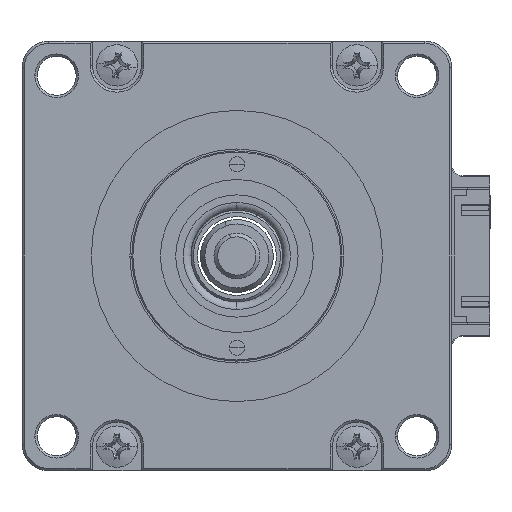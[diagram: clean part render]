
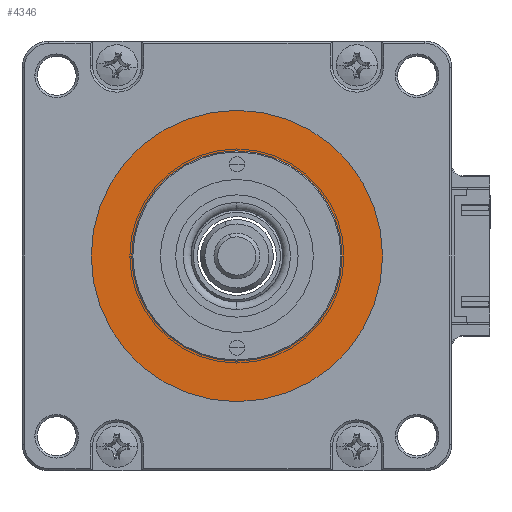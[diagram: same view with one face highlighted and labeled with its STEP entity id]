
A CAD part, left-side view. The second image highlights one B-rep face of the part: STEP entity #4346.
In plain terms, the highlighted planar face has unit normal (-1, 0, 0).
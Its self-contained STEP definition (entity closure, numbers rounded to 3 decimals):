
#273 = EDGE_CURVE ( 'NONE', #742, #1421, #6393, .T. ) ;
#742 = VERTEX_POINT ( 'NONE', #6985 ) ;
#897 = EDGE_CURVE ( 'NONE', #5242, #11058, #10388, .T. ) ;
#1121 = EDGE_CURVE ( 'NONE', #1421, #742, #11155, .T. ) ;
#1421 = VERTEX_POINT ( 'NONE', #2290 ) ;
#1500 = ORIENTED_EDGE ( 'NONE', *, *, #6215, .F. ) ;
#1912 = CARTESIAN_POINT ( 'NONE',  ( -49.623, 18.222, 48.3 ) ) ;
#2245 = EDGE_LOOP ( 'NONE', ( #3915, #1500 ) ) ;
#2290 = CARTESIAN_POINT ( 'NONE',  ( -49.623, -14.578, 48.3 ) ) ;
#2519 = PLANE ( 'NONE',  #3771 ) ;
#2812 = CARTESIAN_POINT ( 'NONE',  ( -49.623, -9.278, 48.3 ) ) ;
#3569 = DIRECTION ( 'NONE',  ( 0., -1., 0. ) ) ;
#3771 = AXIS2_PLACEMENT_3D ( 'NONE', #5558, #9560, #3569 ) ;
#3904 = EDGE_LOOP ( 'NONE', ( #6278, #5156 ) ) ;
#3915 = ORIENTED_EDGE ( 'NONE', *, *, #897, .F. ) ;
#4346 = ADVANCED_FACE ( 'NONE', ( #10478, #8476 ), #2519, .T. ) ;
#5156 = ORIENTED_EDGE ( 'NONE', *, *, #273, .T. ) ;
#5242 = VERTEX_POINT ( 'NONE', #1912 ) ;
#5343 = DIRECTION ( 'NONE',  ( -1., 0., 0. ) ) ;
#5558 = CARTESIAN_POINT ( 'NONE',  ( -49.623, 29.072, 72.9 ) ) ;
#5844 = AXIS2_PLACEMENT_3D ( 'NONE', #11549, #9834, #10229 ) ;
#6215 = EDGE_CURVE ( 'NONE', #11058, #5242, #7128, .T. ) ;
#6278 = ORIENTED_EDGE ( 'NONE', *, *, #1121, .T. ) ;
#6309 = DIRECTION ( 'NONE',  ( 0., -1., 0. ) ) ;
#6315 = DIRECTION ( 'NONE',  ( 0., -1., 0. ) ) ;
#6393 = CIRCLE ( 'NONE', #10659, 19.05 ) ;
#6810 = DIRECTION ( 'NONE',  ( -1., 0., 0. ) ) ;
#6860 = CARTESIAN_POINT ( 'NONE',  ( -49.623, 4.472, 48.3 ) ) ;
#6952 = CARTESIAN_POINT ( 'NONE',  ( -49.623, 4.472, 48.3 ) ) ;
#6985 = CARTESIAN_POINT ( 'NONE',  ( -49.623, 23.522, 48.3 ) ) ;
#7101 = DIRECTION ( 'NONE',  ( -1., 0., 0. ) ) ;
#7128 = CIRCLE ( 'NONE', #11552, 13.75 ) ;
#8476 = FACE_OUTER_BOUND ( 'NONE', #3904, .T. ) ;
#9560 = DIRECTION ( 'NONE',  ( -1., 0., 0. ) ) ;
#9834 = DIRECTION ( 'NONE',  ( -1., 0., 0. ) ) ;
#10229 = DIRECTION ( 'NONE',  ( 0., -1., 0. ) ) ;
#10388 = CIRCLE ( 'NONE', #12832, 13.75 ) ;
#10478 = FACE_BOUND ( 'NONE', #2245, .T. ) ;
#10659 = AXIS2_PLACEMENT_3D ( 'NONE', #6952, #6810, #6309 ) ;
#11058 = VERTEX_POINT ( 'NONE', #2812 ) ;
#11155 = CIRCLE ( 'NONE', #5844, 19.05 ) ;
#11286 = CARTESIAN_POINT ( 'NONE',  ( -49.623, 4.472, 48.3 ) ) ;
#11549 = CARTESIAN_POINT ( 'NONE',  ( -49.623, 4.472, 48.3 ) ) ;
#11552 = AXIS2_PLACEMENT_3D ( 'NONE', #11286, #5343, #12258 ) ;
#12258 = DIRECTION ( 'NONE',  ( 0., -1., 0. ) ) ;
#12832 = AXIS2_PLACEMENT_3D ( 'NONE', #6860, #7101, #6315 ) ;
